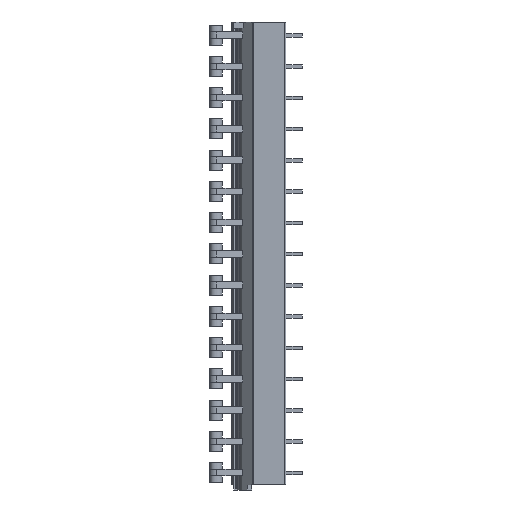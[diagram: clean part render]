
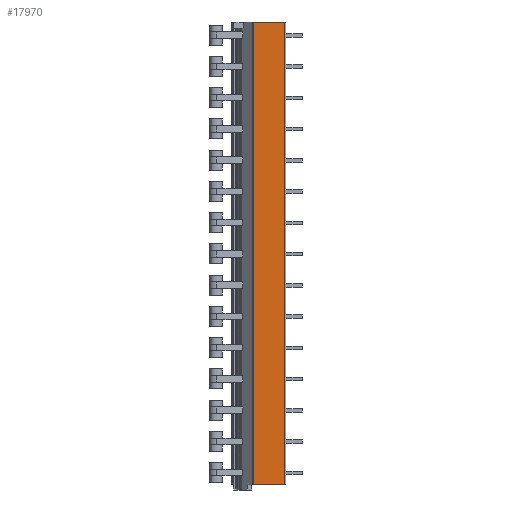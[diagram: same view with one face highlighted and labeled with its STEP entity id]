
A CAD part, left-side view. The second image highlights one B-rep face of the part: STEP entity #17970.
In plain terms, the highlighted planar face has unit normal (-1, 0, 0).
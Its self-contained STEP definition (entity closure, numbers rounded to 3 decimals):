
#30=DIRECTION('',(0.,-1.,0.));
#31=VECTOR('',#30,7.471);
#32=CARTESIAN_POINT('',(0.,7.671,-107.8));
#33=LINE('',#32,#31);
#310=DIRECTION('',(0.,-1.,0.));
#311=VECTOR('',#310,7.471);
#312=CARTESIAN_POINT('',(0.,7.671,3.2));
#313=LINE('',#312,#311);
#579=DIRECTION('',(0.,0.,1.));
#580=VECTOR('',#579,111.);
#581=CARTESIAN_POINT('',(0.,7.671,-107.8));
#582=LINE('',#581,#580);
#583=DIRECTION('',(0.,0.,1.));
#584=VECTOR('',#583,111.);
#585=CARTESIAN_POINT('',(0.,0.2,-107.8));
#586=LINE('',#585,#584);
#14124=CARTESIAN_POINT('',(0.,7.671,-107.8));
#14126=VERTEX_POINT('',#14124);
#14127=CARTESIAN_POINT('',(0.,0.2,-107.8));
#14128=VERTEX_POINT('',#14127);
#14244=CARTESIAN_POINT('',(0.,7.671,3.2));
#14246=VERTEX_POINT('',#14244);
#14247=CARTESIAN_POINT('',(0.,0.2,3.2));
#14248=VERTEX_POINT('',#14247);
#17958=CARTESIAN_POINT('',(0.,7.671,-107.8));
#17959=DIRECTION('',(-1.,0.,0.));
#17960=DIRECTION('',(0.,-1.,0.));
#17961=AXIS2_PLACEMENT_3D('',#17958,#17959,#17960);
#17962=PLANE('',#17961);
#17963=ORIENTED_EDGE('',*,*,#17952,.T.);
#17964=ORIENTED_EDGE('',*,*,#17782,.T.);
#17966=ORIENTED_EDGE('',*,*,#17965,.F.);
#17967=ORIENTED_EDGE('',*,*,#17582,.F.);
#17968=EDGE_LOOP('',(#17963,#17964,#17966,#17967));
#17969=FACE_OUTER_BOUND('',#17968,.F.);
#17970=ADVANCED_FACE('',(#17969),#17962,.T.);
#17582=EDGE_CURVE('',#14126,#14128,#33,.T.);
#17782=EDGE_CURVE('',#14246,#14248,#313,.T.);
#17952=EDGE_CURVE('',#14126,#14246,#582,.T.);
#17965=EDGE_CURVE('',#14128,#14248,#586,.T.);
